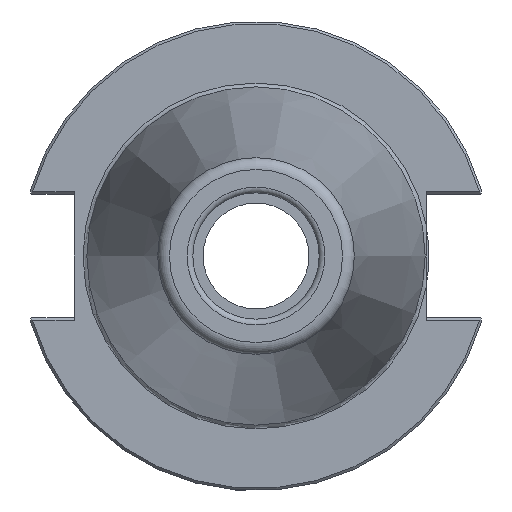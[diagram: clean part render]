
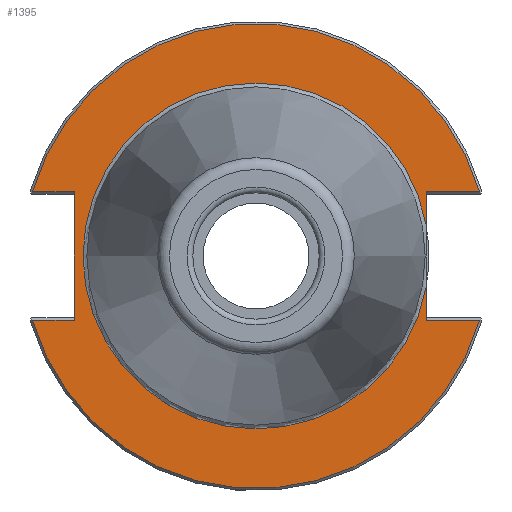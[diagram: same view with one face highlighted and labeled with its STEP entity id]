
A CAD part, left-side view. The second image highlights one B-rep face of the part: STEP entity #1395.
In plain terms, the highlighted planar face has unit normal (-1, 0, 0).
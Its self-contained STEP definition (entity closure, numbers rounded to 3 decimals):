
#112=LINE('',#2316,#194);
#115=LINE('',#2375,#197);
#116=LINE('',#2381,#198);
#117=LINE('',#2383,#199);
#118=LINE('',#2387,#200);
#119=LINE('',#2389,#201);
#120=LINE('',#2390,#202);
#194=VECTOR('',#1738,10.);
#197=VECTOR('',#1757,10.);
#198=VECTOR('',#1762,10.);
#199=VECTOR('',#1763,10.);
#200=VECTOR('',#1766,10.);
#201=VECTOR('',#1767,10.);
#202=VECTOR('',#1768,10.);
#251=PLANE('',#1509);
#294=FACE_OUTER_BOUND('',#367,.T.);
#367=EDGE_LOOP('',(#1049,#1050,#1051,#1052,#1053,#1054,#1055,#1056,#1057,
#1058,#1059));
#444=CIRCLE('',#1507,48.249);
#446=CIRCLE('',#1510,35.899);
#447=CIRCLE('',#1511,35.899);
#448=CIRCLE('',#1512,48.249);
#594=VERTEX_POINT('',#2313);
#595=VERTEX_POINT('',#2315);
#603=VERTEX_POINT('',#2362);
#606=VERTEX_POINT('',#2374);
#607=VERTEX_POINT('',#2376);
#608=VERTEX_POINT('',#2378);
#609=VERTEX_POINT('',#2380);
#610=VERTEX_POINT('',#2382);
#611=VERTEX_POINT('',#2384);
#612=VERTEX_POINT('',#2386);
#613=VERTEX_POINT('',#2388);
#766=EDGE_CURVE('',#594,#595,#112,.T.);
#778=EDGE_CURVE('',#595,#603,#444,.T.);
#782=EDGE_CURVE('',#594,#606,#115,.T.);
#783=EDGE_CURVE('',#606,#607,#446,.T.);
#784=EDGE_CURVE('',#607,#608,#447,.T.);
#785=EDGE_CURVE('',#608,#609,#116,.T.);
#786=EDGE_CURVE('',#610,#609,#117,.T.);
#787=EDGE_CURVE('',#611,#610,#448,.T.);
#788=EDGE_CURVE('',#612,#611,#118,.T.);
#789=EDGE_CURVE('',#612,#613,#119,.T.);
#790=EDGE_CURVE('',#603,#613,#120,.T.);
#1049=ORIENTED_EDGE('',*,*,#766,.F.);
#1050=ORIENTED_EDGE('',*,*,#782,.T.);
#1051=ORIENTED_EDGE('',*,*,#783,.T.);
#1052=ORIENTED_EDGE('',*,*,#784,.T.);
#1053=ORIENTED_EDGE('',*,*,#785,.T.);
#1054=ORIENTED_EDGE('',*,*,#786,.F.);
#1055=ORIENTED_EDGE('',*,*,#787,.F.);
#1056=ORIENTED_EDGE('',*,*,#788,.F.);
#1057=ORIENTED_EDGE('',*,*,#789,.T.);
#1058=ORIENTED_EDGE('',*,*,#790,.F.);
#1059=ORIENTED_EDGE('',*,*,#778,.F.);
#1395=ADVANCED_FACE('',(#294),#251,.T.);
#1507=AXIS2_PLACEMENT_3D('',#2363,#1751,#1752);
#1509=AXIS2_PLACEMENT_3D('',#2373,#1755,#1756);
#1510=AXIS2_PLACEMENT_3D('',#2377,#1758,#1759);
#1511=AXIS2_PLACEMENT_3D('',#2379,#1760,#1761);
#1512=AXIS2_PLACEMENT_3D('',#2385,#1764,#1765);
#1738=DIRECTION('',(0.,-1.,0.));
#1751=DIRECTION('center_axis',(1.,0.,0.));
#1752=DIRECTION('ref_axis',(0.,0.,-1.));
#1755=DIRECTION('center_axis',(-1.,0.,0.));
#1756=DIRECTION('ref_axis',(0.,0.,1.));
#1757=DIRECTION('',(0.,0.,1.));
#1758=DIRECTION('center_axis',(1.,0.,0.));
#1759=DIRECTION('ref_axis',(0.,0.,-1.));
#1760=DIRECTION('center_axis',(1.,0.,0.));
#1761=DIRECTION('ref_axis',(0.,0.,-1.));
#1762=DIRECTION('',(0.,0.,1.));
#1763=DIRECTION('',(0.,1.,0.));
#1764=DIRECTION('center_axis',(1.,0.,0.));
#1765=DIRECTION('ref_axis',(0.,0.,-1.));
#1766=DIRECTION('',(0.,1.,0.));
#1767=DIRECTION('',(0.,0.,-1.));
#1768=DIRECTION('',(0.,-1.,0.));
#2313=CARTESIAN_POINT('',(3.175,-35.3,-13.325));
#2315=CARTESIAN_POINT('',(3.175,-46.373,-13.325));
#2316=CARTESIAN_POINT('',(3.175,-13.707,-13.325));
#2362=CARTESIAN_POINT('',(3.175,46.373,-13.325));
#2363=CARTESIAN_POINT('Origin',(3.175,0.,0.));
#2373=CARTESIAN_POINT('Origin',(3.175,48.249,0.));
#2374=CARTESIAN_POINT('',(3.175,-35.3,-6.533));
#2375=CARTESIAN_POINT('',(3.175,-35.3,-6.413));
#2376=CARTESIAN_POINT('',(3.175,0.,35.899));
#2377=CARTESIAN_POINT('Origin',(3.175,0.,0.));
#2378=CARTESIAN_POINT('',(3.175,-35.3,6.533));
#2379=CARTESIAN_POINT('Origin',(3.175,0.,0.));
#2380=CARTESIAN_POINT('',(3.175,-35.3,13.325));
#2381=CARTESIAN_POINT('',(3.175,-35.3,-6.413));
#2382=CARTESIAN_POINT('',(3.175,-46.373,13.325));
#2383=CARTESIAN_POINT('',(3.175,6.475,13.325));
#2384=CARTESIAN_POINT('',(3.175,46.373,13.325));
#2385=CARTESIAN_POINT('Origin',(3.175,0.,0.));
#2386=CARTESIAN_POINT('',(3.175,37.7,13.325));
#2387=CARTESIAN_POINT('',(3.175,61.395,13.325));
#2388=CARTESIAN_POINT('',(3.175,37.7,-13.325));
#2389=CARTESIAN_POINT('',(3.175,37.7,6.413));
#2390=CARTESIAN_POINT('',(3.175,42.975,-13.325));
